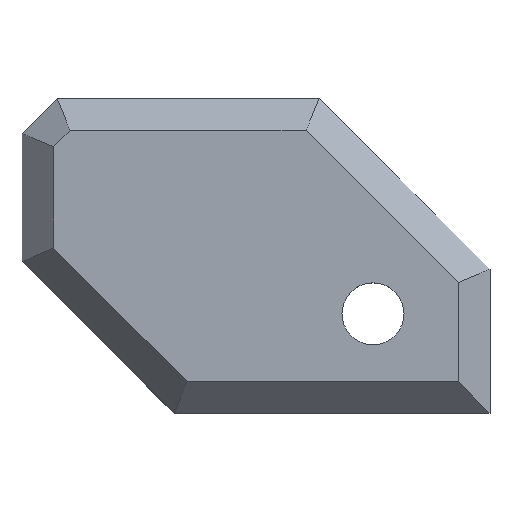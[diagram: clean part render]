
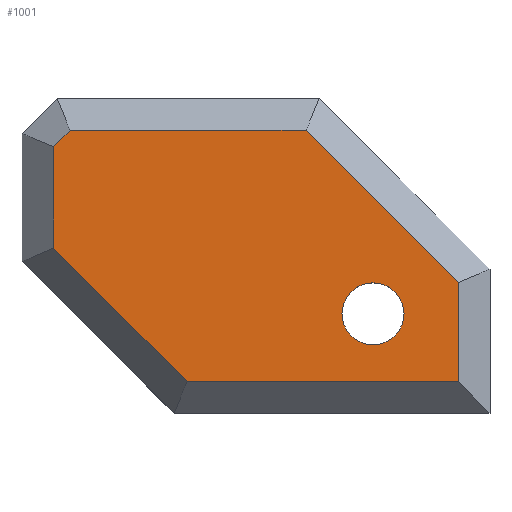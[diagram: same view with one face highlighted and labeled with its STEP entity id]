
A CAD part, top view. The second image highlights one B-rep face of the part: STEP entity #1001.
In plain terms, the highlighted planar face has unit normal (0, 0, 1).
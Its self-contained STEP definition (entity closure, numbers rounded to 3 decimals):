
#14=FACE_BOUND('',#135,.T.);
#29=CIRCLE('',#1089,2.65);
#73=FACE_OUTER_BOUND('',#134,.T.);
#134=EDGE_LOOP('',(#772,#773,#774,#775,#776,#777,#778));
#135=EDGE_LOOP('',(#779));
#212=LINE('',#1510,#336);
#216=LINE('',#1517,#340);
#217=LINE('',#1521,#341);
#222=LINE('',#1528,#346);
#223=LINE('',#1531,#347);
#225=LINE('',#1535,#349);
#228=LINE('',#1540,#352);
#336=VECTOR('',#1230,10.);
#340=VECTOR('',#1236,10.);
#341=VECTOR('',#1239,10.);
#346=VECTOR('',#1246,10.);
#347=VECTOR('',#1249,10.);
#349=VECTOR('',#1253,10.);
#352=VECTOR('',#1258,10.);
#454=VERTEX_POINT('',#1507);
#455=VERTEX_POINT('',#1509);
#457=VERTEX_POINT('',#1515);
#458=VERTEX_POINT('',#1519);
#459=VERTEX_POINT('',#1520);
#461=VERTEX_POINT('',#1530);
#462=VERTEX_POINT('',#1534);
#473=VERTEX_POINT('',#1567);
#555=EDGE_CURVE('',#454,#455,#212,.T.);
#559=EDGE_CURVE('',#457,#454,#216,.T.);
#560=EDGE_CURVE('',#458,#459,#217,.T.);
#565=EDGE_CURVE('',#459,#457,#222,.T.);
#566=EDGE_CURVE('',#461,#458,#223,.T.);
#568=EDGE_CURVE('',#462,#461,#225,.T.);
#571=EDGE_CURVE('',#455,#462,#228,.T.);
#585=EDGE_CURVE('',#473,#473,#29,.T.);
#772=ORIENTED_EDGE('',*,*,#560,.F.);
#773=ORIENTED_EDGE('',*,*,#566,.F.);
#774=ORIENTED_EDGE('',*,*,#568,.F.);
#775=ORIENTED_EDGE('',*,*,#571,.F.);
#776=ORIENTED_EDGE('',*,*,#555,.F.);
#777=ORIENTED_EDGE('',*,*,#559,.F.);
#778=ORIENTED_EDGE('',*,*,#565,.F.);
#779=ORIENTED_EDGE('',*,*,#585,.T.);
#942=PLANE('',#1088);
#1001=ADVANCED_FACE('',(#73,#14),#942,.T.);
#1088=AXIS2_PLACEMENT_3D('',#1566,#1278,#1279);
#1089=AXIS2_PLACEMENT_3D('',#1568,#1280,#1281);
#1230=DIRECTION('',(0.707,-0.707,0.));
#1236=DIRECTION('',(1.,0.,0.));
#1239=DIRECTION('',(0.,1.,0.));
#1246=DIRECTION('',(0.707,0.707,0.));
#1249=DIRECTION('',(-0.707,0.707,0.));
#1253=DIRECTION('',(-1.,0.,0.));
#1258=DIRECTION('',(0.,-1.,0.));
#1278=DIRECTION('center_axis',(0.,0.,1.));
#1279=DIRECTION('ref_axis',(1.,0.,0.));
#1280=DIRECTION('center_axis',(0.,0.,-1.));
#1281=DIRECTION('ref_axis',(1.,0.,0.));
#1507=CARTESIAN_POINT('',(18.282,4.2,0.));
#1509=CARTESIAN_POINT('',(31.3,-8.818,0.));
#1510=CARTESIAN_POINT('',(19.503,2.978,0.));
#1515=CARTESIAN_POINT('',(-1.882,4.2,0.));
#1517=CARTESIAN_POINT('',(4.,4.2,0.));
#1519=CARTESIAN_POINT('',(-3.3,-5.882,0.));
#1520=CARTESIAN_POINT('',(-3.3,2.782,0.));
#1521=CARTESIAN_POINT('',(-3.3,-6.775,0.));
#1528=CARTESIAN_POINT('',(-0.953,5.128,0.));
#1530=CARTESIAN_POINT('',(8.118,-17.3,0.));
#1531=CARTESIAN_POINT('',(7.297,-16.478,0.));
#1534=CARTESIAN_POINT('',(31.3,-17.3,0.));
#1535=CARTESIAN_POINT('',(24.,-17.3,0.));
#1540=CARTESIAN_POINT('',(31.3,-7.125,0.));
#1566=CARTESIAN_POINT('Origin',(14.,-6.55,0.));
#1567=CARTESIAN_POINT('',(21.35,-11.5,0.));
#1568=CARTESIAN_POINT('Origin',(24.,-11.5,0.));
